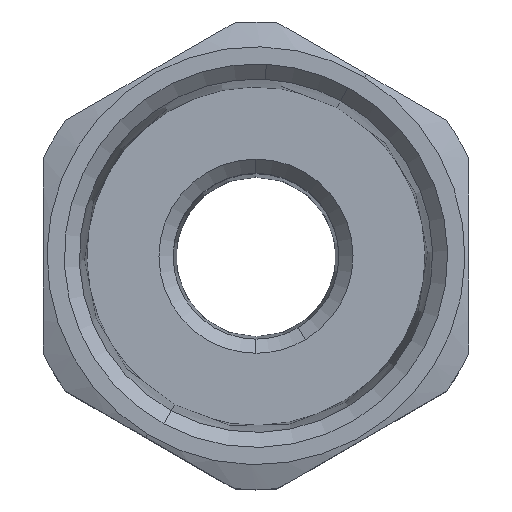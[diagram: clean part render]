
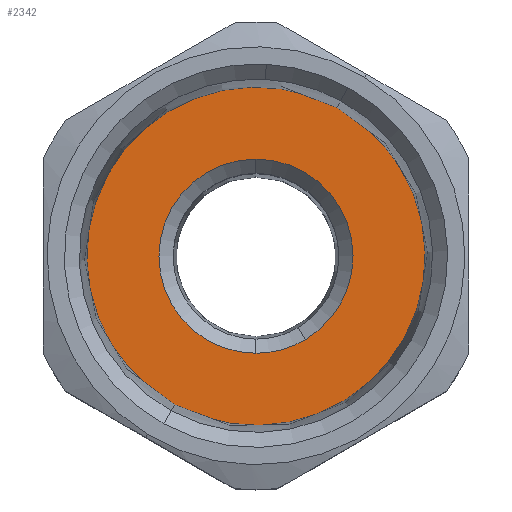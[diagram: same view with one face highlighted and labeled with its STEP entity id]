
A CAD part, top view. The second image highlights one B-rep face of the part: STEP entity #2342.
In plain terms, the highlighted planar face has unit normal (0, 0, 1).
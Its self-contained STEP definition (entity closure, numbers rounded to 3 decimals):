
#2200=AXIS2_PLACEMENT_3D('Circle Axis2P3D',#2198,#2199,$) ;
#2225=AXIS2_PLACEMENT_3D('Circle Axis2P3D',#2223,#2224,$) ;
#2310=AXIS2_PLACEMENT_3D('Plane Axis2P3D',#2307,#2308,#2309) ;
#2318=AXIS2_PLACEMENT_3D('Circle Axis2P3D',#2316,#2317,$) ;
#2327=AXIS2_PLACEMENT_3D('Circle Axis2P3D',#2325,#2326,$) ;
#2334=AXIS2_PLACEMENT_3D('Circle Axis2P3D',#2332,#2333,$) ;
#2195=CARTESIAN_POINT('Vertex',(9.275,6.021,52.25)) ;
#2198=CARTESIAN_POINT('Axis2P3D Location',(15.,16.5,52.25)) ;
#2202=CARTESIAN_POINT('Vertex',(20.725,26.979,52.25)) ;
#2223=CARTESIAN_POINT('Axis2P3D Location',(15.,16.5,52.25)) ;
#2307=CARTESIAN_POINT('Axis2P3D Location',(15.,16.5,52.25)) ;
#2316=CARTESIAN_POINT('Axis2P3D Location',(15.,16.5,52.25)) ;
#2320=CARTESIAN_POINT('Vertex',(15.,9.65,52.25)) ;
#2322=CARTESIAN_POINT('Vertex',(15.,23.35,52.25)) ;
#2325=CARTESIAN_POINT('Axis2P3D Location',(15.,16.5,52.25)) ;
#2329=CARTESIAN_POINT('Vertex',(18.484,10.602,52.25)) ;
#2332=CARTESIAN_POINT('Axis2P3D Location',(15.,16.5,52.25)) ;
#2199=DIRECTION('Axis2P3D Direction',(0.,0.,1.)) ;
#2224=DIRECTION('Axis2P3D Direction',(0.,0.,1.)) ;
#2308=DIRECTION('Axis2P3D Direction',(0.,0.,-1.)) ;
#2309=DIRECTION('Axis2P3D XDirection',(0.,1.,0.)) ;
#2317=DIRECTION('Axis2P3D Direction',(0.,0.,-1.)) ;
#2326=DIRECTION('Axis2P3D Direction',(0.,0.,-1.)) ;
#2333=DIRECTION('Axis2P3D Direction',(0.,0.,-1.)) ;
#2313=ORIENTED_EDGE('',*,*,#2204,.F.) ;
#2314=ORIENTED_EDGE('',*,*,#2227,.F.) ;
#2338=ORIENTED_EDGE('',*,*,#2324,.T.) ;
#2339=ORIENTED_EDGE('',*,*,#2331,.T.) ;
#2340=ORIENTED_EDGE('',*,*,#2336,.T.) ;
#2341=FACE_BOUND('',#2337,.T.) ;
#2342=ADVANCED_FACE('Body',(#2315,#2341),#2311,.F.) ;
#2201=CIRCLE('generated circle',#2200,11.941) ;
#2226=CIRCLE('generated circle',#2225,11.941) ;
#2319=CIRCLE('generated circle',#2318,6.85) ;
#2328=CIRCLE('generated circle',#2327,6.85) ;
#2335=CIRCLE('generated circle',#2334,6.85) ;
#2204=EDGE_CURVE('',#2196,#2203,#2201,.F.) ;
#2227=EDGE_CURVE('',#2203,#2196,#2226,.F.) ;
#2324=EDGE_CURVE('',#2321,#2323,#2319,.T.) ;
#2331=EDGE_CURVE('',#2323,#2330,#2328,.T.) ;
#2336=EDGE_CURVE('',#2330,#2321,#2335,.T.) ;
#2312=EDGE_LOOP('',(#2313,#2314)) ;
#2337=EDGE_LOOP('',(#2338,#2339,#2340)) ;
#2315=FACE_OUTER_BOUND('',#2312,.T.) ;
#2311=PLANE('',#2310) ;
#2196=VERTEX_POINT('',#2195) ;
#2203=VERTEX_POINT('',#2202) ;
#2321=VERTEX_POINT('',#2320) ;
#2323=VERTEX_POINT('',#2322) ;
#2330=VERTEX_POINT('',#2329) ;
